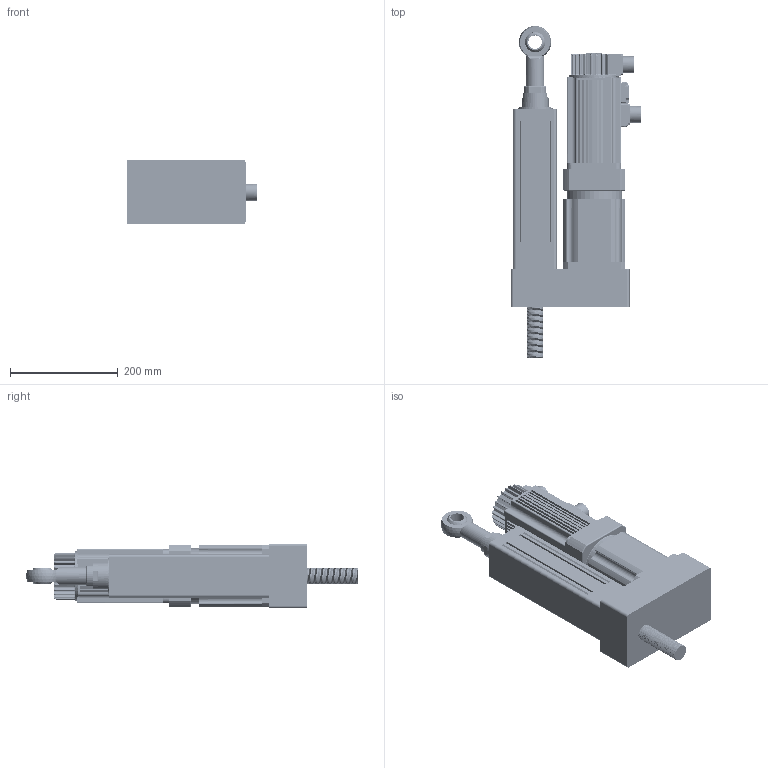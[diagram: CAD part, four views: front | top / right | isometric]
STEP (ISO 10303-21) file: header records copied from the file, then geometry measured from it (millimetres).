
FILE_DESCRIPTION (( 'STEP AP203' ), '1' );
FILE_NAME ('RLA80-10QX-25KN-R100-33mm-s.STEP', '2025-02-07T05:42:15', ( '微软用户' ), ( '微软中国' ), 'SwSTEP 2.0', 'SolidWorks 2022', '' );
FILE_SCHEMA (( 'CONFIG_CONTROL_DESIGN' ));
Products named in the file (5): RLA80-10QX-25KN-R100-33mm-s; rebn-25; PGH115-L2-22-95-115-M8-A32; 1KW-3000带刹车; 80缸行程70折叠前法兰安装
Assembly tree (4 placements, depth 2):
  RLA80-10QX-25KN-R100-33mm-s
    80缸行程70折叠前法兰安装
    PGH115-L2-22-95-115-M8-A32
    rebn-25
    1KW-3000带刹车
Bounding box: 241.68 x 615 x 120 mm (x, y, z)
Volume: 5201900.7 mm3; surface area: 868810.4 mm2
Topology: 24 solids, 46 shells, 2719 faces, 7411 edges, 4628 vertices
Faces by surface type: bspline 1239, cylinder 990, plane 334, cone 78, torus 62, sphere 16
Entity records: 136120 total; most frequent: CARTESIAN_POINT 83506, ORIENTED_EDGE 14076, EDGE_CURVE 7280, DIRECTION 6679, VERTEX_POINT 4628, EDGE_LOOP 2950, FACE_OUTER_BOUND 2721, ADVANCED_FACE 2719
